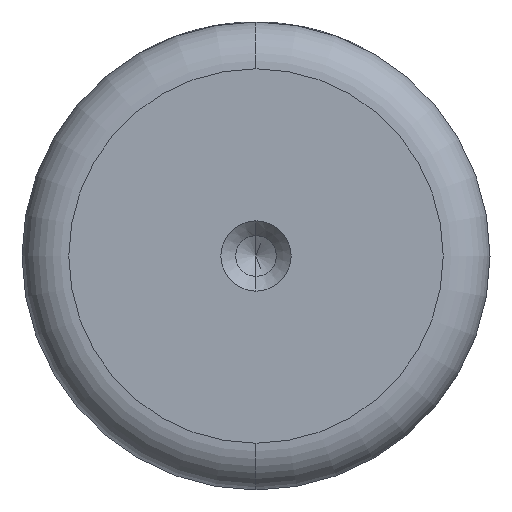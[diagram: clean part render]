
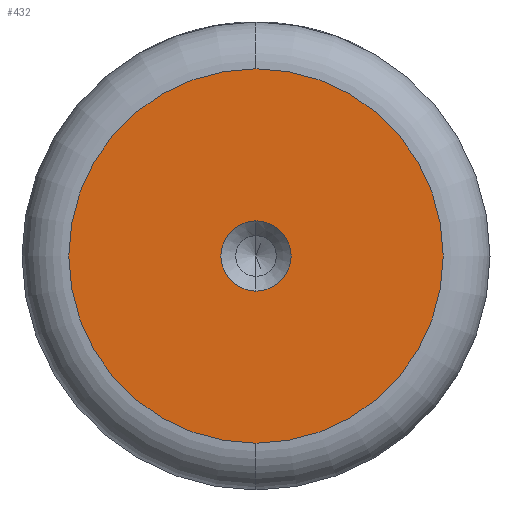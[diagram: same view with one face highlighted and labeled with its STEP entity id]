
A CAD part, left-side view. The second image highlights one B-rep face of the part: STEP entity #432.
In plain terms, the highlighted planar face has unit normal (-1, 0, 0).
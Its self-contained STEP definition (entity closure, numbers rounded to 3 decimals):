
#93 = CARTESIAN_POINT ( 'NONE',  ( 0., 0., 0. ) ) ;
#195 = CIRCLE ( 'NONE', #388, 2.25 ) ;
#206 = DIRECTION ( 'NONE',  ( 0., 0., 1. ) ) ;
#267 = CIRCLE ( 'NONE', #525, 12. ) ;
#304 = CARTESIAN_POINT ( 'NONE',  ( 0., 0., 2.25 ) ) ;
#388 = AXIS2_PLACEMENT_3D ( 'NONE', #1042, #393, #1161 ) ;
#389 = PLANE ( 'NONE',  #810 ) ;
#393 = DIRECTION ( 'NONE',  ( -1., 0., 0. ) ) ;
#432 = ADVANCED_FACE ( 'NONE', ( #1304, #1148 ), #389, .T. ) ;
#468 = ORIENTED_EDGE ( 'NONE', *, *, #1391, .F. ) ;
#487 = VERTEX_POINT ( 'NONE', #1164 ) ;
#505 = DIRECTION ( 'NONE',  ( -1., 0., 0. ) ) ;
#525 = AXIS2_PLACEMENT_3D ( 'NONE', #93, #869, #206 ) ;
#555 = AXIS2_PLACEMENT_3D ( 'NONE', #1297, #650, #1405 ) ;
#594 = DIRECTION ( 'NONE',  ( -1., 0., 0. ) ) ;
#600 = CIRCLE ( 'NONE', #555, 12. ) ;
#603 = AXIS2_PLACEMENT_3D ( 'NONE', #1244, #594, #1349 ) ;
#641 = CARTESIAN_POINT ( 'NONE',  ( 0., 0., -12. ) ) ;
#650 = DIRECTION ( 'NONE',  ( -1., 0., 0. ) ) ;
#675 = VERTEX_POINT ( 'NONE', #304 ) ;
#702 = CIRCLE ( 'NONE', #603, 2.25 ) ;
#810 = AXIS2_PLACEMENT_3D ( 'NONE', #1162, #505, #1268 ) ;
#846 = VERTEX_POINT ( 'NONE', #641 ) ;
#869 = DIRECTION ( 'NONE',  ( -1., 0., 0. ) ) ;
#885 = EDGE_LOOP ( 'NONE', ( #1174, #468 ) ) ;
#919 = ORIENTED_EDGE ( 'NONE', *, *, #1139, .T. ) ;
#957 = CARTESIAN_POINT ( 'NONE',  ( 0., 0., -2.25 ) ) ;
#1042 = CARTESIAN_POINT ( 'NONE',  ( 0., 0., 0. ) ) ;
#1053 = EDGE_LOOP ( 'NONE', ( #919, #1338 ) ) ;
#1058 = EDGE_CURVE ( 'NONE', #675, #1152, #702, .T. ) ;
#1139 = EDGE_CURVE ( 'NONE', #487, #846, #600, .T. ) ;
#1148 = FACE_OUTER_BOUND ( 'NONE', #1053, .T. ) ;
#1152 = VERTEX_POINT ( 'NONE', #957 ) ;
#1155 = EDGE_CURVE ( 'NONE', #846, #487, #267, .T. ) ;
#1161 = DIRECTION ( 'NONE',  ( 0., 0., 1. ) ) ;
#1162 = CARTESIAN_POINT ( 'NONE',  ( 0., 0., 0. ) ) ;
#1164 = CARTESIAN_POINT ( 'NONE',  ( 0., 0., 12. ) ) ;
#1174 = ORIENTED_EDGE ( 'NONE', *, *, #1058, .F. ) ;
#1244 = CARTESIAN_POINT ( 'NONE',  ( 0., 0., 0. ) ) ;
#1268 = DIRECTION ( 'NONE',  ( 0., 0., 1. ) ) ;
#1297 = CARTESIAN_POINT ( 'NONE',  ( 0., 0., 0. ) ) ;
#1304 = FACE_BOUND ( 'NONE', #885, .T. ) ;
#1338 = ORIENTED_EDGE ( 'NONE', *, *, #1155, .T. ) ;
#1349 = DIRECTION ( 'NONE',  ( 0., 0., 1. ) ) ;
#1391 = EDGE_CURVE ( 'NONE', #1152, #675, #195, .T. ) ;
#1405 = DIRECTION ( 'NONE',  ( 0., 0., 1. ) ) ;
